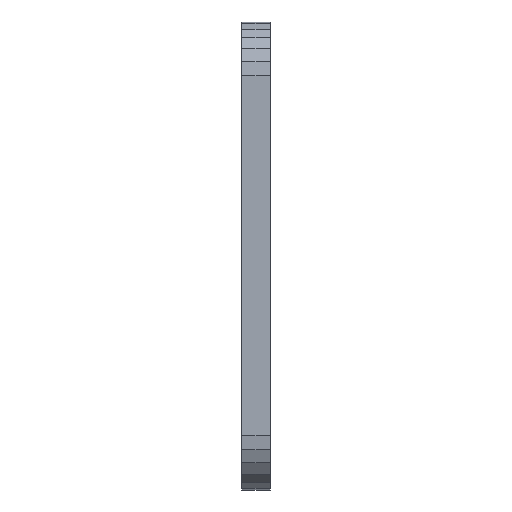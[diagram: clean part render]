
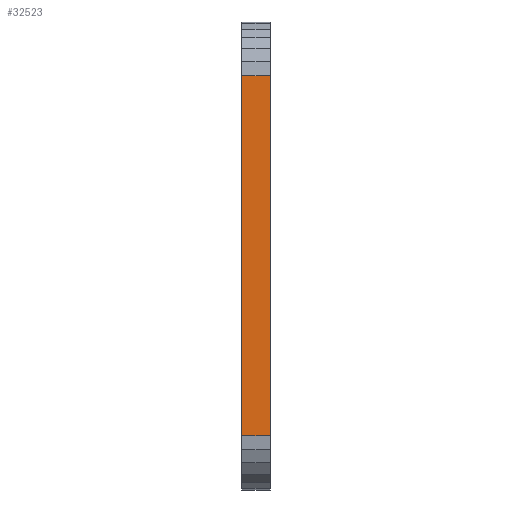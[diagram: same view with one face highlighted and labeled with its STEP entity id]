
A CAD part, top view. The second image highlights one B-rep face of the part: STEP entity #32523.
In plain terms, the highlighted planar face has unit normal (0, 0, 1).
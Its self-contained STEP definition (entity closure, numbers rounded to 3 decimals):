
#585 = PLANE('',#586);
#586 = AXIS2_PLACEMENT_3D('',#587,#588,#589);
#587 = CARTESIAN_POINT('',(-74.139,-369.476,
    4.5));
#588 = DIRECTION('',(1.,0.,0.));
#589 = DIRECTION('',(-0.,0.,1.));
#2048 = PLANE('',#2049);
#2049 = AXIS2_PLACEMENT_3D('',#2050,#2051,#2052);
#2050 = CARTESIAN_POINT('',(-82.139,-369.476,
    4.5));
#2051 = DIRECTION('',(-1.,0.,0.));
#2052 = DIRECTION('',(0.,0.,-1.));
#6097 = VERTEX_POINT('',#6098);
#6098 = CARTESIAN_POINT('',(-74.139,-319.476,19.5));
#6112 = PLANE('',#6113);
#6113 = AXIS2_PLACEMENT_3D('',#6114,#6115,#6116);
#6114 = CARTESIAN_POINT('',(-78.139,-317.535,
    19.244));
#6115 = DIRECTION('',(0.,0.131,0.991));
#6116 = DIRECTION('',(0.,0.991,-0.131));
#6124 = EDGE_CURVE('',#6125,#6097,#6127,.T.);
#6125 = VERTEX_POINT('',#6126);
#6126 = CARTESIAN_POINT('',(-74.139,-419.476,19.5));
#6127 = SURFACE_CURVE('',#6128,(#6132,#6139),.PCURVE_S1.);
#6128 = LINE('',#6129,#6130);
#6129 = CARTESIAN_POINT('',(-74.139,-419.476,19.5));
#6130 = VECTOR('',#6131,1.);
#6131 = DIRECTION('',(0.,1.,0.));
#6132 = PCURVE('',#585,#6133);
#6133 = DEFINITIONAL_REPRESENTATION('',(#6134),#6138);
#6134 = LINE('',#6135,#6136);
#6135 = CARTESIAN_POINT('',(15.,50.));
#6136 = VECTOR('',#6137,1.);
#6137 = DIRECTION('',(0.,-1.));
#6138 = ( GEOMETRIC_REPRESENTATION_CONTEXT(2) 
PARAMETRIC_REPRESENTATION_CONTEXT() REPRESENTATION_CONTEXT('2D SPACE',''
  ) );
#6139 = PCURVE('',#6140,#6145);
#6140 = PLANE('',#6141);
#6141 = AXIS2_PLACEMENT_3D('',#6142,#6143,#6144);
#6142 = CARTESIAN_POINT('',(-78.139,-369.476,19.5));
#6143 = DIRECTION('',(0.,0.,1.));
#6144 = DIRECTION('',(1.,0.,-0.));
#6145 = DEFINITIONAL_REPRESENTATION('',(#6146),#6150);
#6146 = LINE('',#6147,#6148);
#6147 = CARTESIAN_POINT('',(4.,-50.));
#6148 = VECTOR('',#6149,1.);
#6149 = DIRECTION('',(0.,1.));
#6150 = ( GEOMETRIC_REPRESENTATION_CONTEXT(2) 
PARAMETRIC_REPRESENTATION_CONTEXT() REPRESENTATION_CONTEXT('2D SPACE',''
  ) );
#6168 = PLANE('',#6169);
#6169 = AXIS2_PLACEMENT_3D('',#6170,#6171,#6172);
#6170 = CARTESIAN_POINT('',(-78.139,-421.417,
    19.244));
#6171 = DIRECTION('',(0.,-0.131,0.991)
  );
#6172 = DIRECTION('',(0.,0.991,0.131));
#20190 = EDGE_CURVE('',#6125,#20191,#20193,.T.);
#20191 = VERTEX_POINT('',#20192);
#20192 = CARTESIAN_POINT('',(-82.139,-419.476,19.5));
#20193 = SURFACE_CURVE('',#20194,(#20198,#20205),.PCURVE_S1.);
#20194 = LINE('',#20195,#20196);
#20195 = CARTESIAN_POINT('',(-74.139,-419.476,19.5));
#20196 = VECTOR('',#20197,1.);
#20197 = DIRECTION('',(-1.,0.,0.));
#20198 = PCURVE('',#6168,#20199);
#20199 = DEFINITIONAL_REPRESENTATION('',(#20200),#20204);
#20200 = LINE('',#20201,#20202);
#20201 = CARTESIAN_POINT('',(1.958,-4.));
#20202 = VECTOR('',#20203,1.);
#20203 = DIRECTION('',(0.,1.));
#20204 = ( GEOMETRIC_REPRESENTATION_CONTEXT(2) 
PARAMETRIC_REPRESENTATION_CONTEXT() REPRESENTATION_CONTEXT('2D SPACE',''
  ) );
#20205 = PCURVE('',#6140,#20206);
#20206 = DEFINITIONAL_REPRESENTATION('',(#20207),#20211);
#20207 = LINE('',#20208,#20209);
#20208 = CARTESIAN_POINT('',(4.,-50.));
#20209 = VECTOR('',#20210,1.);
#20210 = DIRECTION('',(-1.,0.));
#20211 = ( GEOMETRIC_REPRESENTATION_CONTEXT(2) 
PARAMETRIC_REPRESENTATION_CONTEXT() REPRESENTATION_CONTEXT('2D SPACE',''
  ) );
#20264 = VERTEX_POINT('',#20265);
#20265 = CARTESIAN_POINT('',(-82.139,-319.476,19.5));
#20790 = EDGE_CURVE('',#20191,#20264,#20791,.T.);
#20791 = SURFACE_CURVE('',#20792,(#20796,#20803),.PCURVE_S1.);
#20792 = LINE('',#20793,#20794);
#20793 = CARTESIAN_POINT('',(-82.139,-419.476,19.5));
#20794 = VECTOR('',#20795,1.);
#20795 = DIRECTION('',(0.,1.,0.));
#20796 = PCURVE('',#2048,#20797);
#20797 = DEFINITIONAL_REPRESENTATION('',(#20798),#20802);
#20798 = LINE('',#20799,#20800);
#20799 = CARTESIAN_POINT('',(-15.,50.));
#20800 = VECTOR('',#20801,1.);
#20801 = DIRECTION('',(0.,-1.));
#20802 = ( GEOMETRIC_REPRESENTATION_CONTEXT(2) 
PARAMETRIC_REPRESENTATION_CONTEXT() REPRESENTATION_CONTEXT('2D SPACE',''
  ) );
#20803 = PCURVE('',#6140,#20804);
#20804 = DEFINITIONAL_REPRESENTATION('',(#20805),#20809);
#20805 = LINE('',#20806,#20807);
#20806 = CARTESIAN_POINT('',(-4.,-50.));
#20807 = VECTOR('',#20808,1.);
#20808 = DIRECTION('',(0.,1.));
#20809 = ( GEOMETRIC_REPRESENTATION_CONTEXT(2) 
PARAMETRIC_REPRESENTATION_CONTEXT() REPRESENTATION_CONTEXT('2D SPACE',''
  ) );
#32523 = ADVANCED_FACE('',(#32524),#6140,.T.);
#32524 = FACE_BOUND('',#32525,.T.);
#32525 = EDGE_LOOP('',(#32526,#32527,#32548,#32549));
#32526 = ORIENTED_EDGE('',*,*,#6124,.T.);
#32527 = ORIENTED_EDGE('',*,*,#32528,.F.);
#32528 = EDGE_CURVE('',#20264,#6097,#32529,.T.);
#32529 = SURFACE_CURVE('',#32530,(#32534,#32541),.PCURVE_S1.);
#32530 = LINE('',#32531,#32532);
#32531 = CARTESIAN_POINT('',(-82.139,-319.476,19.5));
#32532 = VECTOR('',#32533,1.);
#32533 = DIRECTION('',(1.,0.,0.));
#32534 = PCURVE('',#6140,#32535);
#32535 = DEFINITIONAL_REPRESENTATION('',(#32536),#32540);
#32536 = LINE('',#32537,#32538);
#32537 = CARTESIAN_POINT('',(-4.,50.));
#32538 = VECTOR('',#32539,1.);
#32539 = DIRECTION('',(1.,0.));
#32540 = ( GEOMETRIC_REPRESENTATION_CONTEXT(2) 
PARAMETRIC_REPRESENTATION_CONTEXT() REPRESENTATION_CONTEXT('2D SPACE',''
  ) );
#32541 = PCURVE('',#6112,#32542);
#32542 = DEFINITIONAL_REPRESENTATION('',(#32543),#32547);
#32543 = LINE('',#32544,#32545);
#32544 = CARTESIAN_POINT('',(-1.958,4.));
#32545 = VECTOR('',#32546,1.);
#32546 = DIRECTION('',(0.,-1.));
#32547 = ( GEOMETRIC_REPRESENTATION_CONTEXT(2) 
PARAMETRIC_REPRESENTATION_CONTEXT() REPRESENTATION_CONTEXT('2D SPACE',''
  ) );
#32548 = ORIENTED_EDGE('',*,*,#20790,.F.);
#32549 = ORIENTED_EDGE('',*,*,#20190,.F.);
